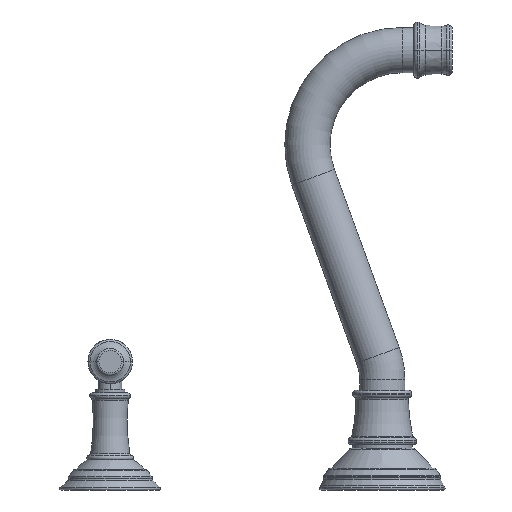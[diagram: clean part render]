
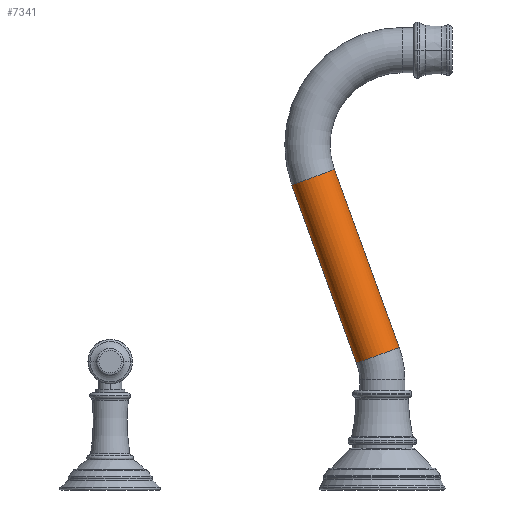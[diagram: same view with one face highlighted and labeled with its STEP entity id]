
A CAD part, left-side view. The second image highlights one B-rep face of the part: STEP entity #7341.
In plain terms, the highlighted cylindrical face has radius 12.7 mm (diameter 25.4 mm), a partial arc.
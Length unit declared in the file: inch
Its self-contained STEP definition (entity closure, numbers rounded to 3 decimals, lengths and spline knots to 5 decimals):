
#6070=CARTESIAN_POINT('',(0.,0.09529,2.97119));
#6071=DIRECTION('',(0.,0.342,0.94));
#6072=DIRECTION('',(0.,0.94,-0.342));
#6073=AXIS2_PLACEMENT_3D('',#6070,#6071,#6072);
#6078=DIRECTION('',(0.,0.342,0.94));
#6079=VECTOR('',#6078,4.17863);
#6080=CARTESIAN_POINT('',(0.,0.56513,2.80018));
#6081=LINE('',#6080,#6079);
#6851=DIRECTION('',(0.,0.342,0.94));
#6852=VECTOR('',#6851,4.17863);
#6853=CARTESIAN_POINT('',(0.,-0.37456,3.1422));
#6854=LINE('',#6853,#6852);
#6874=CARTESIAN_POINT('',(0.,1.52446,6.89782));
#6875=DIRECTION('',(0.,0.342,0.94));
#6876=DIRECTION('',(0.,0.94,-0.342));
#6877=AXIS2_PLACEMENT_3D('',#6874,#6875,#6876);
#7274=CARTESIAN_POINT('',(0.,-0.37456,3.1422));
#7275=CARTESIAN_POINT('',(0.,0.56513,2.80018));
#7276=VERTEX_POINT('',#7274);
#7277=VERTEX_POINT('',#7275);
#7278=CARTESIAN_POINT('',(0.,1.05461,7.06883));
#7279=CARTESIAN_POINT('',(0.,1.99431,6.72681));
#7280=VERTEX_POINT('',#7278);
#7281=VERTEX_POINT('',#7279);
#7326=CARTESIAN_POINT('',(0.,0.09529,2.97119));
#7327=DIRECTION('',(0.,0.342,0.94));
#7328=DIRECTION('',(0.,-0.94,0.342));
#7329=AXIS2_PLACEMENT_3D('',#7326,#7327,#7328);
#7330=CYLINDRICAL_SURFACE('',#7329,0.5);
#7332=ORIENTED_EDGE('',*,*,#7331,.F.);
#7334=ORIENTED_EDGE('',*,*,#7333,.T.);
#7336=ORIENTED_EDGE('',*,*,#7335,.T.);
#7338=ORIENTED_EDGE('',*,*,#7337,.F.);
#7339=EDGE_LOOP('',(#7332,#7334,#7336,#7338));
#7340=FACE_OUTER_BOUND('',#7339,.F.);
#6074=CIRCLE('',#6073,0.5);
#6878=CIRCLE('',#6877,0.5);
#7331=EDGE_CURVE('',#7277,#7276,#6074,.T.);
#7333=EDGE_CURVE('',#7277,#7281,#6081,.T.);
#7335=EDGE_CURVE('',#7281,#7280,#6878,.T.);
#7337=EDGE_CURVE('',#7276,#7280,#6854,.T.);
#7341=ADVANCED_FACE('',(#7340),#7330,.T.);
